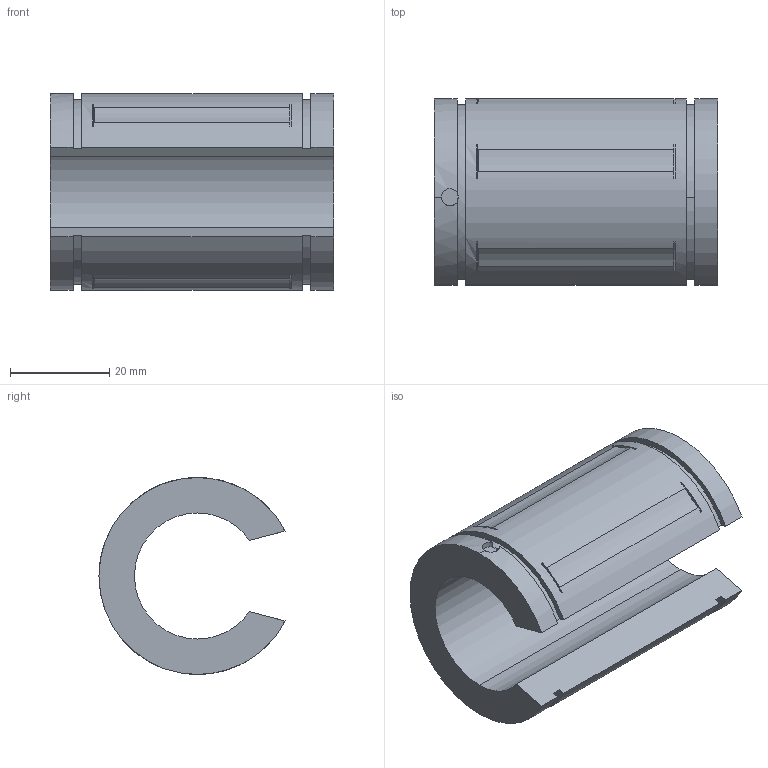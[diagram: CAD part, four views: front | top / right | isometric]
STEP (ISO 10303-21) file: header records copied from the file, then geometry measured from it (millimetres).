
FILE_DESCRIPTION (( 'STEP AP214' ), '1' );
FILE_NAME ('LARSACC-012.step', '2016-04-25T19:32:43', ( '' ), ( '' ), 'SwSTEP 2.0', 'SolidWorks 2015', '' );
FILE_SCHEMA (( 'AUTOMOTIVE_DESIGN' ));
Length unit declared in the file: inch
Products named in the file (1): LARSACC-012
Bounding box: 57.15 x 37.49 x 39.69 mm (x, y, z)
Volume: 34111.4 mm3; surface area: 12351 mm2
Topology: 1 solids, 1 shells, 67 faces, 174 edges, 117 vertices
Faces by surface type: plane 35, cylinder 32
Entity records: 2174 total; most frequent: DIRECTION 404, CARTESIAN_POINT 391, ORIENTED_EDGE 348, EDGE_CURVE 174, AXIS2_PLACEMENT_3D 166, VERTEX_POINT 117, CIRCLE 98, EDGE_LOOP 75
